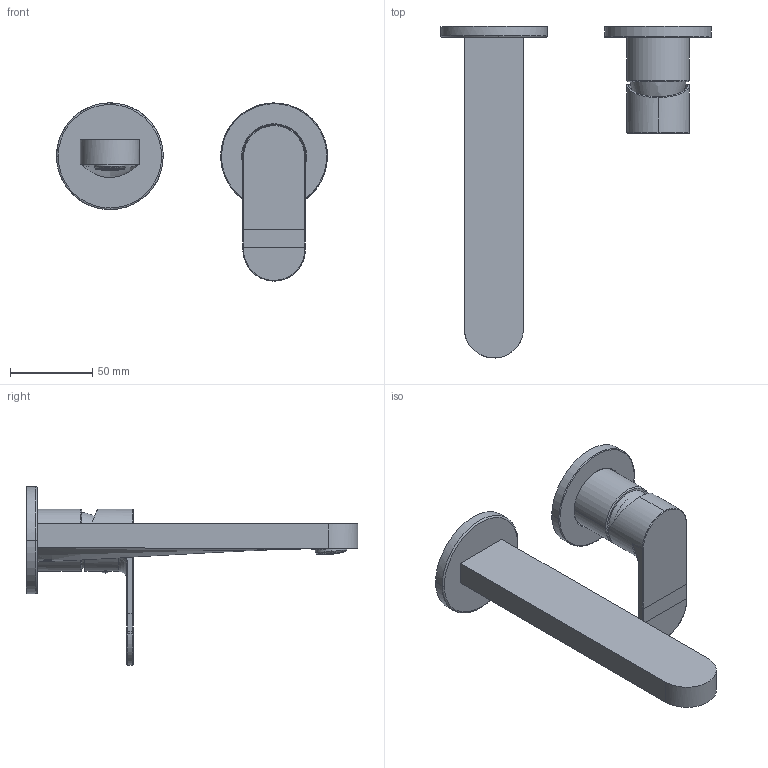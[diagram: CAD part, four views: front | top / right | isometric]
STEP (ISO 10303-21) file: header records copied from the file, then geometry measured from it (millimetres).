
FILE_DESCRIPTION(/* description */ (''),/* implementation_level */ '2;1');
FILE_NAME(/* name */ 'STEP - 164032602.2_2265227',/* time_stamp */ '2024-05-29T07:51:57+10:00',/* author */ (''),/* organization */ (''),/* preprocessor_version */ 'ST-DEVELOPER v16.5',/* originating_system */ 'Rhino 7.23',/* authorisation */ '');
FILE_SCHEMA (('AUTOMOTIVE_DESIGN'));
Length unit declared in the file: millimetre
Products named in the file (15): Document; 1640326022RECE0_ASM; 20501064160111; 20310132990110; Block 05; 2031253624268; 2070114306019; 206028870126; 2020304107267; 20501180160112; 2020169802265; 2050508001264; 2060281801266; 20800080060112; 2060266601263
Assembly tree (16 placements, depth 4):
  Document
    1640326022RECE0_ASM
      20501064160111  x2
      20310132990110
        Block 05
      2031253624268
      2070114306019  x2
      206028870126
      2020304107267
      20501180160112
      2020169802265
      2050508001264
      2060281801266
      20800080060112
      2060266601263
Bounding box: 165 x 202.08 x 108.49 mm (x, y, z)
Volume: 105234.4 mm3; surface area: 91937.8 mm2
Topology: 15 solids, 15 shells, 1642 faces, 4261 edges, 2754 vertices
Faces by surface type: plane 1266, bspline 193, cylinder 183
Entity records: 54796 total; most frequent: CARTESIAN_POINT 25851, ORIENTED_EDGE 8398, EDGE_CURVE 4199, B_SPLINE_CURVE_WITH_KNOTS 3689, VERTEX_POINT 2725, EDGE_LOOP 1762, ADVANCED_FACE 1620, FACE_OUTER_BOUND 1620
